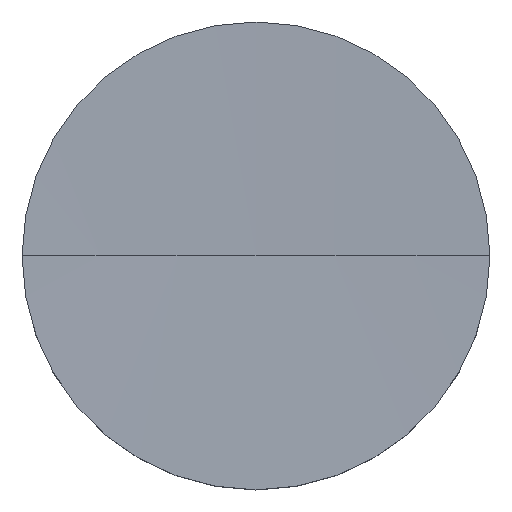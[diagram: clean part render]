
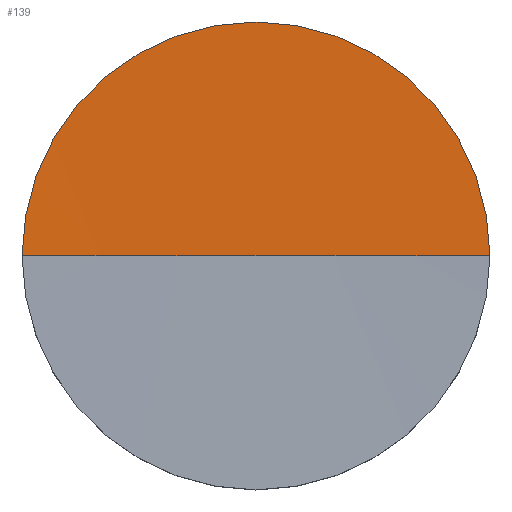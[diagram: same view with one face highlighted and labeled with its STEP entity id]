
A CAD part, top view. The second image highlights one B-rep face of the part: STEP entity #139.
In plain terms, the highlighted spherical face has radius 500 mm.
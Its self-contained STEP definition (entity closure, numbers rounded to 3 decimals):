
#6 = VERTEX_POINT ( 'NONE', #135 ) ;
#18 = AXIS2_PLACEMENT_3D ( 'NONE', #42, #115, #175 ) ;
#27 = AXIS2_PLACEMENT_3D ( 'NONE', #105, #181, #47 ) ;
#32 = EDGE_CURVE ( 'NONE', #6, #125, #64, .T. ) ;
#42 = CARTESIAN_POINT ( 'NONE',  ( 0., 0., 6. ) ) ;
#47 = DIRECTION ( 'NONE',  ( 1., 0., 0. ) ) ;
#51 = EDGE_CURVE ( 'NONE', #193, #125, #178, .T. ) ;
#59 = DIRECTION ( 'NONE',  ( 1., 0., 0. ) ) ;
#64 = CIRCLE ( 'NONE', #137, 500. ) ;
#75 = CARTESIAN_POINT ( 'NONE',  ( 0., 0., 5.839 ) ) ;
#84 = ORIENTED_EDGE ( 'NONE', *, *, #164, .F. ) ;
#92 = DIRECTION ( 'NONE',  ( 0., 0., 1. ) ) ;
#101 = SPHERICAL_SURFACE ( 'NONE', #188, 500. ) ;
#103 = ORIENTED_EDGE ( 'NONE', *, *, #32, .F. ) ;
#105 = CARTESIAN_POINT ( 'NONE',  ( 0., 0., 505.839 ) ) ;
#115 = DIRECTION ( 'NONE',  ( 0., 0., -1. ) ) ;
#117 = DIRECTION ( 'NONE',  ( 0., 1., 0. ) ) ;
#125 = VERTEX_POINT ( 'NONE', #75 ) ;
#135 = CARTESIAN_POINT ( 'NONE',  ( 12.7, 0., 6. ) ) ;
#137 = AXIS2_PLACEMENT_3D ( 'NONE', #166, #117, #92 ) ;
#139 = ADVANCED_FACE ( 'NONE', ( #155 ), #101, .F. ) ;
#146 = ORIENTED_EDGE ( 'NONE', *, *, #51, .T. ) ;
#149 = CARTESIAN_POINT ( 'NONE',  ( 0., 0., 505.839 ) ) ;
#155 = FACE_OUTER_BOUND ( 'NONE', #176, .T. ) ;
#164 = EDGE_CURVE ( 'NONE', #193, #6, #165, .T. ) ;
#165 = CIRCLE ( 'NONE', #18, 12.7 ) ;
#166 = CARTESIAN_POINT ( 'NONE',  ( 0., 0., 505.839 ) ) ;
#175 = DIRECTION ( 'NONE',  ( 1., 0., 0. ) ) ;
#176 = EDGE_LOOP ( 'NONE', ( #84, #146, #103 ) ) ;
#178 = CIRCLE ( 'NONE', #27, 500. ) ;
#181 = DIRECTION ( 'NONE',  ( 0., -1., 0. ) ) ;
#188 = AXIS2_PLACEMENT_3D ( 'NONE', #149, #198, #59 ) ;
#193 = VERTEX_POINT ( 'NONE', #197 ) ;
#197 = CARTESIAN_POINT ( 'NONE',  ( -12.7, 0., 6. ) ) ;
#198 = DIRECTION ( 'NONE',  ( 0., -1., 0. ) ) ;
